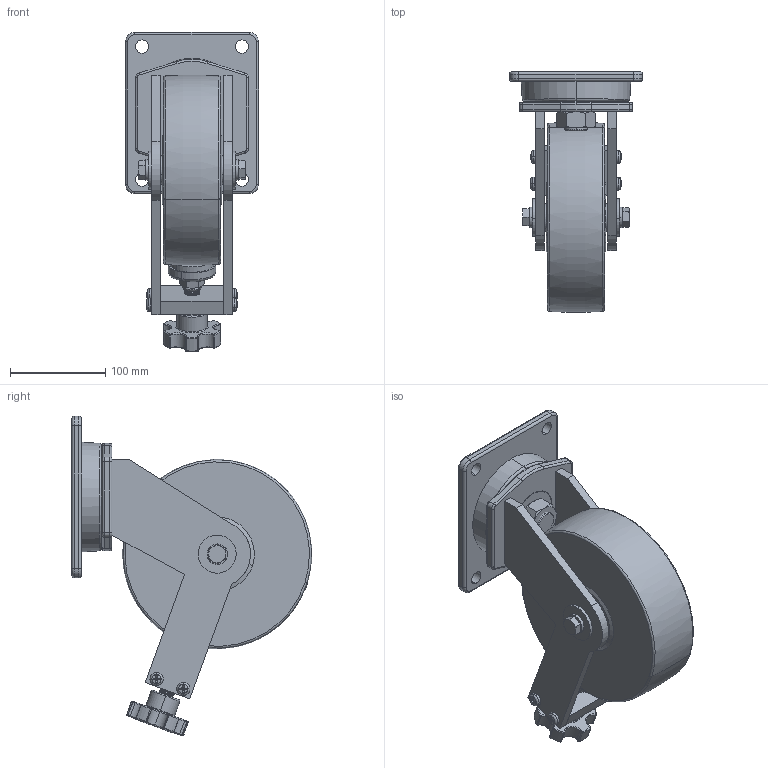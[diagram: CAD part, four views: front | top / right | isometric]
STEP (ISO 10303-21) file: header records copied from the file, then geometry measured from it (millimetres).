
FILE_DESCRIPTION (( 'STEP AP203' ), '1' );
FILE_NAME ('ACHM-200SFB ASSY.STEP', '2016-12-21T05:42:46', ( '' ), ( '' ), 'SwSTEP 2.0', 'SolidWorks 2016', '' );
FILE_SCHEMA (( 'CONFIG_CONTROL_DESIGN' ));
Length unit declared in the file: millimetre
Products named in the file (32): FLOWER HANDLE 白64; ACHM-200SFB SIDE PLATE; Part_1; ACHM-100SF TOP PLATE; ACHM_SFB_V16 ¥Õ50BRAKE; ACHM-200SFB Frame ASSY; ACHM-150SF Bearings_6206ZZ; ACHM-100SF Bearings_51115; socket set screw - cup point_ks_KS 1028 CupP - M6 x 10-N; ACHM-100SFB BRAKE BLOCK; ACHM-200SF Wheel ASSY; ACHM-100SF Bearings_32006; G16 ring; V12 白50 CUP; ACHM-100SF AXLE WASHER; ACHM-200SF WHEEL AXLE; ACHM_SFB_V16 白50; 餌獄 V12 白50 PAD^ACHM_SFB_V16 白50; spring lock washer_ks_KS 1324 - M12; ACHM-200SF WHEEL; pan cross head_ks_KS 1023 PC- M8 x 16-N; V12 白50 WASHER; ACHM-100SF MAIN WASHER; AST_Bearings_6206ZZ1; hexagon head bolt (grade a)_ks_KS 1002 A - M12 x 25 x 25-N; M Set Screw; ACHM-100SF MAIN NUT; AST_Bearings_6206ZZ2; ACHM-200SFB ASSY; ACHM_SFB_V16 白50 Bolt; ACHM-200SF HOUSING; AST_Bearings_6206ZZ3
Assembly tree (39 placements, depth 4):
  ACHM-200SFB ASSY
    ACHM-100SF TOP PLATE
    ACHM-100SF Bearings_51115
    ACHM-100SF Bearings_32006
    ACHM-200SF Wheel ASSY
      ACHM-200SF WHEEL AXLE
      ACHM-200SF WHEEL
      ACHM-150SF Bearings_6206ZZ  x2
        AST_Bearings_6206ZZ1
        AST_Bearings_6206ZZ2
        AST_Bearings_6206ZZ3
        Part_1
    ACHM-100SF AXLE WASHER  x2
    spring lock washer_ks_KS 1324 - M12  x2
    ACHM-100SF MAIN WASHER
    ACHM-100SF MAIN NUT
    ACHM-200SFB Frame ASSY
      ACHM-200SF HOUSING
      ACHM-200SFB SIDE PLATE  x2
    ACHM-100SFB BRAKE BLOCK
    ACHM_SFB_V16 白50
      V12 白50 CUP
      餌獄 V12 白50 PAD^ACHM_SFB_V16 白50
      V12 白50 WASHER
      M Set Screw
      ACHM_SFB_V16 ¥Õ50BRAKE
        ACHM_SFB_V16 白50 Bolt
        FLOWER HANDLE 白64
      socket set screw - cup point_ks_KS 1028 CupP - M6 x 10-N
      G16 ring
    pan cross head_ks_KS 1023 PC- M8 x 16-N  x4
    hexagon head bolt (grade a)_ks_KS 1002 A - M12 x 25 x 25-N  x2
Bounding box: 140 x 252.9 x 336.12 mm (x, y, z)
Volume: 2819568.8 mm3; surface area: 460877.2 mm2
Topology: 38 solids, 40 shells, 2488 faces, 6471 edges, 4056 vertices
Faces by surface type: plane 1498, cylinder 359, bspline 320, cone 184, torus 93, sphere 34
Entity records: 78159 total; most frequent: CARTESIAN_POINT 30065, ORIENTED_EDGE 9742, DIRECTION 8634, EDGE_CURVE 4873, VERTEX_POINT 3125, AXIS2_PLACEMENT_3D 3040, VECTOR 2554, LINE 2554
